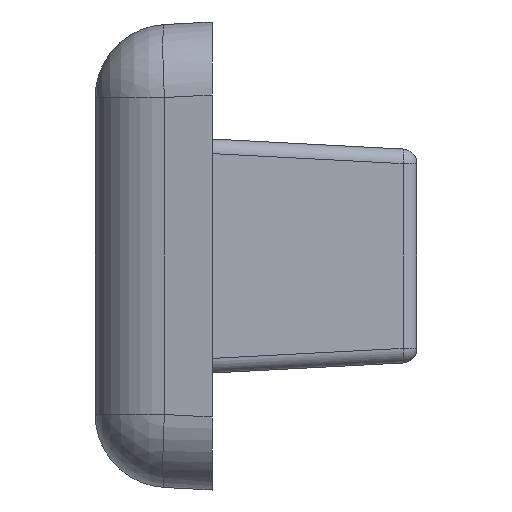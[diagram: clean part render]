
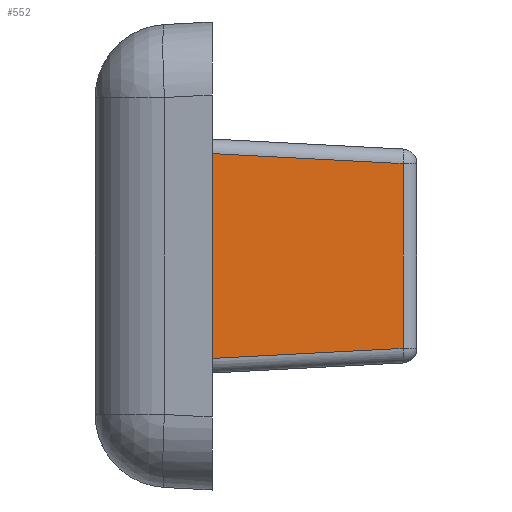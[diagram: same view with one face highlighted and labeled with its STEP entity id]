
A CAD part, left-side view. The second image highlights one B-rep face of the part: STEP entity #552.
In plain terms, the highlighted planar face has unit normal (-0.999, -0.052, 0).
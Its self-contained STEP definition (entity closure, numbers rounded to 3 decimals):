
#90 = DIRECTION ( 'NONE',  ( 0., 0., 1. ) ) ;
#160 = ORIENTED_EDGE ( 'NONE', *, *, #1918, .T. ) ;
#182 = EDGE_CURVE ( 'NONE', #1660, #447, #1065, .T. ) ;
#183 = PLANE ( 'NONE',  #2636 ) ;
#299 = FACE_OUTER_BOUND ( 'NONE', #2033, .T. ) ;
#361 = EDGE_CURVE ( 'NONE', #1165, #1660, #695, .T. ) ;
#447 = VERTEX_POINT ( 'NONE', #848 ) ;
#502 = LINE ( 'NONE', #2785, #1800 ) ;
#552 = ADVANCED_FACE ( 'NONE', ( #299 ), #183, .T. ) ;
#660 = VECTOR ( 'NONE', #976, 1000. ) ;
#695 = LINE ( 'NONE', #2205, #660 ) ;
#775 = VERTEX_POINT ( 'NONE', #1033 ) ;
#809 = EDGE_CURVE ( 'NONE', #775, #1165, #502, .T. ) ;
#848 = CARTESIAN_POINT ( 'NONE',  ( -78.497, 0., -3.501 ) ) ;
#918 = DIRECTION ( 'NONE',  ( -0.999, -0.052, 0. ) ) ;
#976 = DIRECTION ( 'NONE',  ( -0.052, 0.997, 0.052 ) ) ;
#989 = VECTOR ( 'NONE', #2225, 1000. ) ;
#997 = CARTESIAN_POINT ( 'NONE',  ( -78.155, -6.526, 3.159 ) ) ;
#1033 = CARTESIAN_POINT ( 'NONE',  ( -78.155, -6.526, -3.159 ) ) ;
#1065 = LINE ( 'NONE', #2924, #989 ) ;
#1074 = CARTESIAN_POINT ( 'NONE',  ( -78.497, 0., 3.501 ) ) ;
#1165 = VERTEX_POINT ( 'NONE', #997 ) ;
#1237 = ORIENTED_EDGE ( 'NONE', *, *, #809, .T. ) ;
#1288 = LINE ( 'NONE', #2817, #1714 ) ;
#1354 = DIRECTION ( 'NONE',  ( 0.052, -0.997, 0.052 ) ) ;
#1660 = VERTEX_POINT ( 'NONE', #1074 ) ;
#1714 = VECTOR ( 'NONE', #1354, 1000. ) ;
#1800 = VECTOR ( 'NONE', #90, 1000. ) ;
#1914 = CARTESIAN_POINT ( 'NONE',  ( -78.497, 0., -4. ) ) ;
#1918 = EDGE_CURVE ( 'NONE', #447, #775, #1288, .T. ) ;
#2033 = EDGE_LOOP ( 'NONE', ( #160, #1237, #2688, #3143 ) ) ;
#2205 = CARTESIAN_POINT ( 'NONE',  ( -78.498, 0.026, 3.502 ) ) ;
#2225 = DIRECTION ( 'NONE',  ( 0., 0., -1. ) ) ;
#2636 = AXIS2_PLACEMENT_3D ( 'NONE', #1914, #918, #2637 ) ;
#2637 = DIRECTION ( 'NONE',  ( 0.052, -0.999, 0. ) ) ;
#2688 = ORIENTED_EDGE ( 'NONE', *, *, #361, .T. ) ;
#2785 = CARTESIAN_POINT ( 'NONE',  ( -78.155, -6.526, -4. ) ) ;
#2817 = CARTESIAN_POINT ( 'NONE',  ( -78.131, -6.974, -3.135 ) ) ;
#2924 = CARTESIAN_POINT ( 'NONE',  ( -78.497, 0., -4. ) ) ;
#3143 = ORIENTED_EDGE ( 'NONE', *, *, #182, .T. ) ;
